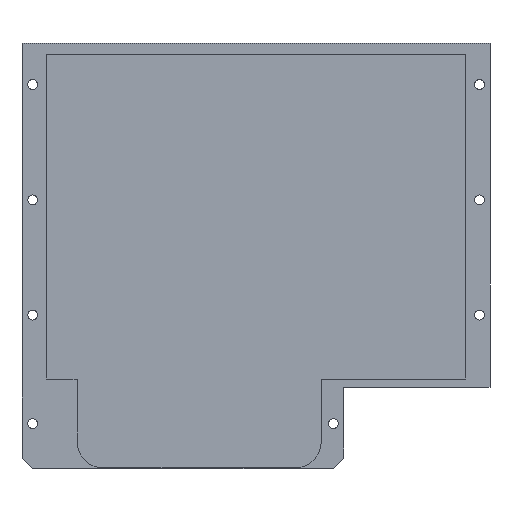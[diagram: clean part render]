
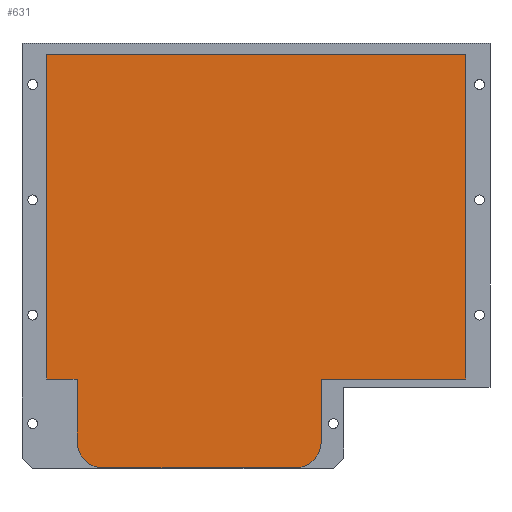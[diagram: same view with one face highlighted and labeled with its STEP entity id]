
A CAD part, front view. The second image highlights one B-rep face of the part: STEP entity #631.
In plain terms, the highlighted face is planar.
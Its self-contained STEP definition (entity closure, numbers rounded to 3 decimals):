
#75=PLANE('',#707);
#105=FACE_OUTER_BOUND('',#152,.T.);
#152=EDGE_LOOP('',(#581,#582,#583,#584,#585,#586,#587,#588,#589,#590,#591));
#195=LINE('',#1032,#256);
#197=LINE('',#1036,#258);
#199=LINE('',#1040,#260);
#201=LINE('',#1044,#262);
#204=LINE('',#1052,#265);
#207=LINE('',#1060,#268);
#209=LINE('',#1064,#270);
#211=LINE('',#1068,#272);
#213=LINE('',#1071,#274);
#256=VECTOR('',#839,10.);
#258=VECTOR('',#843,10.);
#260=VECTOR('',#847,10.);
#262=VECTOR('',#851,10.);
#265=VECTOR('',#860,10.);
#268=VECTOR('',#869,10.);
#270=VECTOR('',#873,10.);
#272=VECTOR('',#877,10.);
#274=VECTOR('',#881,10.);
#293=CIRCLE('',#699,9.5);
#294=CIRCLE('',#702,9.5);
#338=VERTEX_POINT('',#1029);
#339=VERTEX_POINT('',#1031);
#340=VERTEX_POINT('',#1035);
#341=VERTEX_POINT('',#1039);
#342=VERTEX_POINT('',#1043);
#343=VERTEX_POINT('',#1047);
#344=VERTEX_POINT('',#1051);
#345=VERTEX_POINT('',#1055);
#346=VERTEX_POINT('',#1059);
#347=VERTEX_POINT('',#1063);
#348=VERTEX_POINT('',#1067);
#409=EDGE_CURVE('',#339,#338,#195,.T.);
#411=EDGE_CURVE('',#340,#339,#197,.T.);
#413=EDGE_CURVE('',#341,#340,#199,.T.);
#415=EDGE_CURVE('',#342,#341,#201,.T.);
#417=EDGE_CURVE('',#343,#342,#293,.T.);
#419=EDGE_CURVE('',#344,#343,#204,.T.);
#421=EDGE_CURVE('',#345,#344,#294,.T.);
#423=EDGE_CURVE('',#346,#345,#207,.T.);
#425=EDGE_CURVE('',#347,#346,#209,.T.);
#427=EDGE_CURVE('',#348,#347,#211,.T.);
#429=EDGE_CURVE('',#338,#348,#213,.T.);
#581=ORIENTED_EDGE('',*,*,#429,.T.);
#582=ORIENTED_EDGE('',*,*,#427,.T.);
#583=ORIENTED_EDGE('',*,*,#425,.T.);
#584=ORIENTED_EDGE('',*,*,#423,.T.);
#585=ORIENTED_EDGE('',*,*,#421,.T.);
#586=ORIENTED_EDGE('',*,*,#419,.T.);
#587=ORIENTED_EDGE('',*,*,#417,.T.);
#588=ORIENTED_EDGE('',*,*,#415,.T.);
#589=ORIENTED_EDGE('',*,*,#413,.T.);
#590=ORIENTED_EDGE('',*,*,#411,.T.);
#591=ORIENTED_EDGE('',*,*,#409,.T.);
#631=ADVANCED_FACE('',(#105),#75,.F.);
#699=AXIS2_PLACEMENT_3D('',#1048,#855,#856);
#702=AXIS2_PLACEMENT_3D('',#1056,#864,#865);
#707=AXIS2_PLACEMENT_3D('',#1072,#882,#883);
#839=DIRECTION('',(-1.,0.,0.));
#843=DIRECTION('',(0.,1.,0.));
#847=DIRECTION('',(1.,0.,0.));
#851=DIRECTION('',(0.,1.,0.));
#855=DIRECTION('center_axis',(0.,0.,1.));
#856=DIRECTION('ref_axis',(1.,0.,0.));
#860=DIRECTION('',(1.,0.,0.));
#864=DIRECTION('center_axis',(0.,0.,1.));
#865=DIRECTION('ref_axis',(0.,-1.,0.));
#869=DIRECTION('',(0.,-1.,0.));
#873=DIRECTION('',(0.,-1.,0.));
#877=DIRECTION('',(1.,0.,0.));
#881=DIRECTION('',(0.,-1.,0.));
#882=DIRECTION('center_axis',(0.,0.,-1.));
#883=DIRECTION('ref_axis',(1.,0.,0.));
#1029=CARTESIAN_POINT('',(-77.25,326.05,-29.8));
#1031=CARTESIAN_POINT('',(77.25,326.05,-29.8));
#1032=CARTESIAN_POINT('',(-77.25,326.05,-29.8));
#1035=CARTESIAN_POINT('',(77.25,206.3,-29.8));
#1036=CARTESIAN_POINT('',(77.25,206.3,-29.8));
#1039=CARTESIAN_POINT('',(24.,206.3,-29.8));
#1040=CARTESIAN_POINT('',(77.25,206.3,-29.8));
#1043=CARTESIAN_POINT('',(24.,183.05,-29.8));
#1044=CARTESIAN_POINT('',(24.,206.3,-29.8));
#1047=CARTESIAN_POINT('',(14.5,173.55,-29.8));
#1048=CARTESIAN_POINT('Origin',(14.5,183.05,-29.8));
#1051=CARTESIAN_POINT('',(-56.5,173.55,-29.8));
#1052=CARTESIAN_POINT('',(14.5,173.55,-29.8));
#1055=CARTESIAN_POINT('',(-66.,183.05,-29.8));
#1056=CARTESIAN_POINT('Origin',(-56.5,183.05,-29.8));
#1059=CARTESIAN_POINT('',(-66.,206.05,-29.8));
#1060=CARTESIAN_POINT('',(-66.,203.05,-29.8));
#1063=CARTESIAN_POINT('',(-66.,206.3,-29.8));
#1064=CARTESIAN_POINT('',(-66.,206.05,-29.8));
#1067=CARTESIAN_POINT('',(-77.25,206.3,-29.8));
#1068=CARTESIAN_POINT('',(-77.25,206.3,-29.8));
#1071=CARTESIAN_POINT('',(-77.25,206.3,-29.8));
#1072=CARTESIAN_POINT('Origin',(0.,249.8,-29.8));
